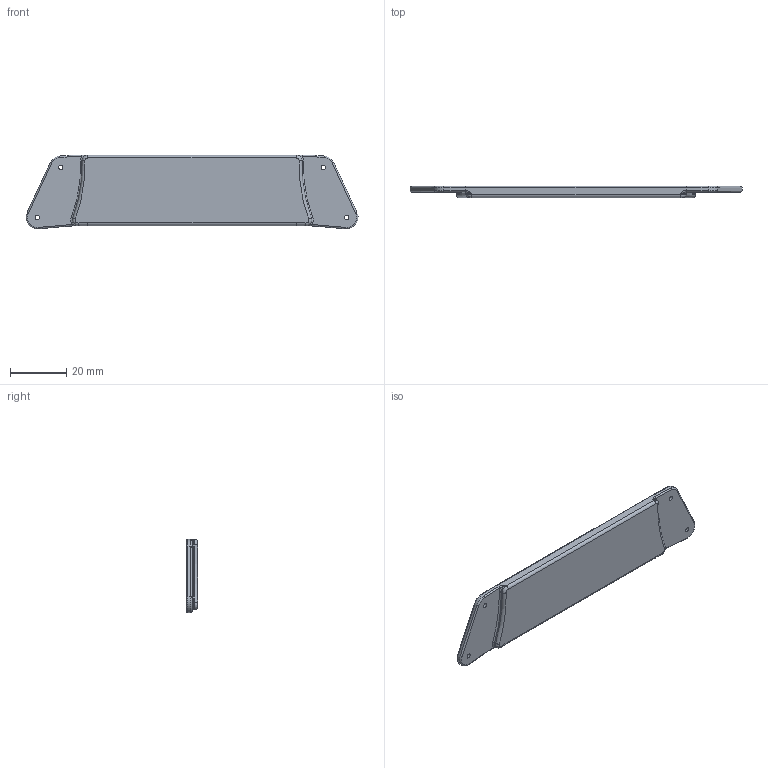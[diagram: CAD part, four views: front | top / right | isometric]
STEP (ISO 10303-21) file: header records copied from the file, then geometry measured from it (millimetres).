
FILE_DESCRIPTION(/* description */ (''),/* implementation_level */ '2;1');
FILE_NAME(/* name */ 'Bridge.step',/* time_stamp */ '2024-12-01T10:19:41-06:00',/* author */ (''),/* organization */ (''),/* preprocessor_version */ 'ST-DEVELOPER v20',/* originating_system */ 'Autodesk Translation Framework v13.20.0.188',/* authorisation */ '');
FILE_SCHEMA (('AUTOMOTIVE_DESIGN { 1 0 10303 214 3 1 1 }'));
Length unit declared in the file: millimetre
Products named in the file (1): bridge
Bounding box: 117.97 x 4 x 26.17 mm (x, y, z)
Volume: 9403.2 mm3; surface area: 6344.3 mm2
Topology: 1 solids, 1 shells, 86 faces, 203 edges, 117 vertices
Faces by surface type: cylinder 36, torus 26, plane 16, bspline 8
Full cylindrical faces by diameter (mm): 1.6 x4
Entity records: 3231 total; most frequent: CARTESIAN_POINT 1190, DIRECTION 462, ORIENTED_EDGE 398, EDGE_CURVE 199, AXIS2_PLACEMENT_3D 196, CIRCLE 117, VERTEX_POINT 117, EDGE_LOOP 96
